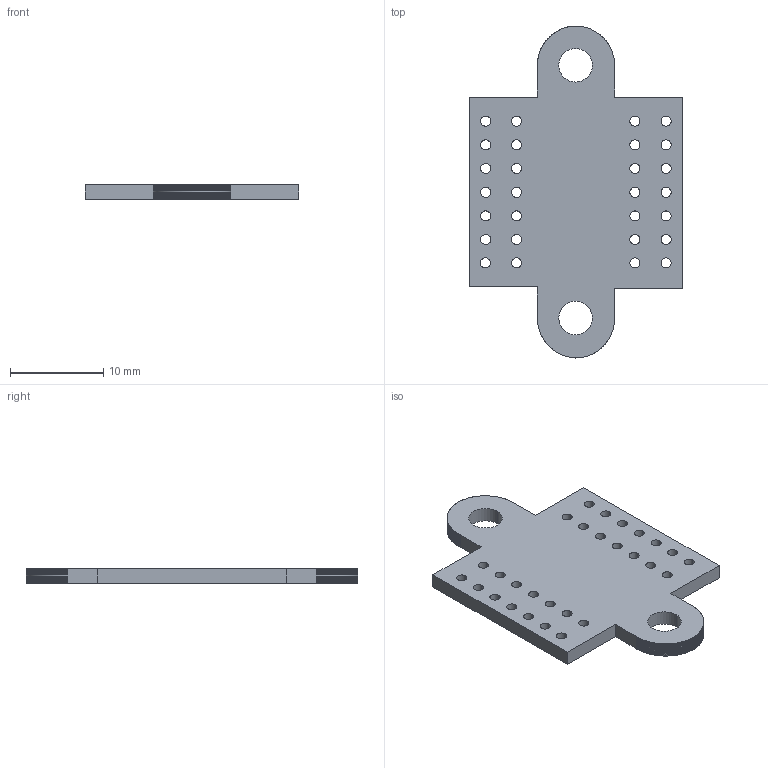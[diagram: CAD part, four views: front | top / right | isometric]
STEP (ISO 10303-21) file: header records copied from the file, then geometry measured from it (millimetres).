
FILE_DESCRIPTION (( 'STEP AP203' ), '1' );
FILE_NAME ('mountingboard.STEP', '2019-01-02T05:19:33', ( '' ), ( '' ), 'SwSTEP 2.0', 'SolidWorks 2015', '' );
FILE_SCHEMA (( 'CONFIG_CONTROL_DESIGN' ));
Length unit declared in the file: millimetre
Products named in the file (1): mountingboard
Bounding box: 22.86 x 35.56 x 1.6 mm (x, y, z)
Volume: 848.3 mm3; surface area: 1424 mm2
Topology: 1 solids, 1 shells, 332 faces, 990 edges, 660 vertices
Faces by surface type: plane 272, cylinder 60
Entity records: 11231 total; most frequent: CARTESIAN_POINT 1983, ORIENTED_EDGE 1980, DIRECTION 1776, EDGE_CURVE 990, VECTOR 870, LINE 870, VERTEX_POINT 660, AXIS2_PLACEMENT_3D 453
